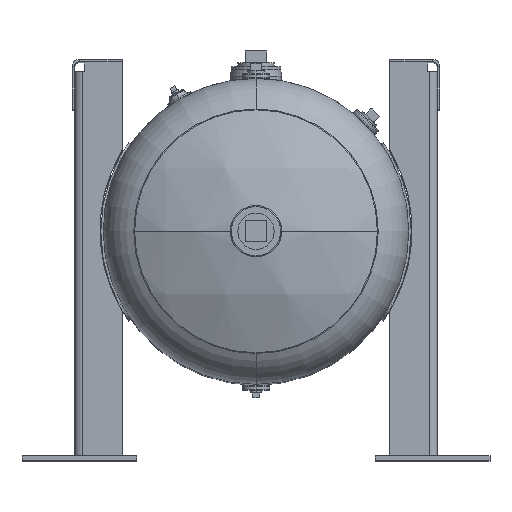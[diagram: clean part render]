
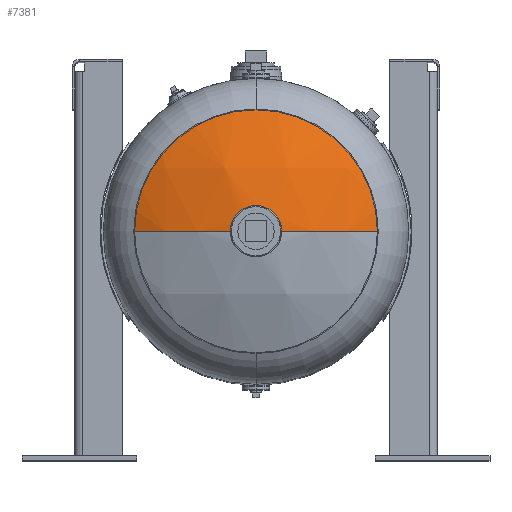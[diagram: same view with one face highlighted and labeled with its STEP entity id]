
A CAD part, top view. The second image highlights one B-rep face of the part: STEP entity #7381.
In plain terms, the highlighted spherical face has radius 365.76 mm.
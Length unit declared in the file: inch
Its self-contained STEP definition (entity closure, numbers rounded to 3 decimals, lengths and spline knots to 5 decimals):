
#218 = DIRECTION ( 'NONE',  ( 0., 1., 0. ) ) ;
#619 = VERTEX_POINT ( 'NONE', #34495 ) ;
#2119 = CIRCLE ( 'NONE', #22107, 14.4 ) ;
#2720 = CARTESIAN_POINT ( 'NONE',  ( 0., 0., 18.93693 ) ) ;
#3581 = DIRECTION ( 'NONE',  ( 0., 1., 0. ) ) ;
#3633 = FACE_OUTER_BOUND ( 'NONE', #13449, .T. ) ;
#4022 = CIRCLE ( 'NONE', #17106, 6.4 ) ;
#5272 = CIRCLE ( 'NONE', #14445, 1.34625 ) ;
#6305 = CARTESIAN_POINT ( 'NONE',  ( 0., 0., 4.6 ) ) ;
#6856 = AXIS2_PLACEMENT_3D ( 'NONE', #30960, #19733, #11858 ) ;
#7381 = ADVANCED_FACE ( 'NONE', ( #3633 ), #14180, .T. ) ;
#7921 = VERTEX_POINT ( 'NONE', #20110 ) ;
#10223 = VERTEX_POINT ( 'NONE', #26205 ) ;
#11858 = DIRECTION ( 'NONE',  ( 0., 1., 0. ) ) ;
#12393 = ORIENTED_EDGE ( 'NONE', *, *, #14759, .T. ) ;
#13061 = CARTESIAN_POINT ( 'NONE',  ( -1.34625, 0., 18.93693 ) ) ;
#13155 = EDGE_CURVE ( 'NONE', #7921, #34359, #5272, .T. ) ;
#13449 = EDGE_LOOP ( 'NONE', ( #14883, #18849, #12393, #16136, #16532 ) ) ;
#13613 = CARTESIAN_POINT ( 'NONE',  ( 0., 0., 4.6 ) ) ;
#14180 = SPHERICAL_SURFACE ( 'NONE', #22197, 14.4 ) ;
#14319 = EDGE_CURVE ( 'NONE', #29446, #10223, #21715, .T. ) ;
#14445 = AXIS2_PLACEMENT_3D ( 'NONE', #2720, #27533, #218 ) ;
#14759 = EDGE_CURVE ( 'NONE', #7921, #10223, #30739, .T. ) ;
#14883 = ORIENTED_EDGE ( 'NONE', *, *, #26571, .F. ) ;
#16136 = ORIENTED_EDGE ( 'NONE', *, *, #14319, .F. ) ;
#16532 = ORIENTED_EDGE ( 'NONE', *, *, #29393, .F. ) ;
#16657 = DIRECTION ( 'NONE',  ( 0., 0., -1. ) ) ;
#16854 = DIRECTION ( 'NONE',  ( 1., 0., 0. ) ) ;
#17106 = AXIS2_PLACEMENT_3D ( 'NONE', #27697, #16657, #27167 ) ;
#18849 = ORIENTED_EDGE ( 'NONE', *, *, #13155, .F. ) ;
#19294 = CARTESIAN_POINT ( 'NONE',  ( 0., 0., 4.6 ) ) ;
#19733 = DIRECTION ( 'NONE',  ( 0., 0., -1. ) ) ;
#20058 = DIRECTION ( 'NONE',  ( 0., -1., 0. ) ) ;
#20110 = CARTESIAN_POINT ( 'NONE',  ( 1.34625, 0., 18.93693 ) ) ;
#21715 = CIRCLE ( 'NONE', #6856, 6.4 ) ;
#22107 = AXIS2_PLACEMENT_3D ( 'NONE', #13613, #29307, #24161 ) ;
#22197 = AXIS2_PLACEMENT_3D ( 'NONE', #6305, #20058, #16854 ) ;
#24161 = DIRECTION ( 'NONE',  ( 1., 0., 0. ) ) ;
#24493 = CARTESIAN_POINT ( 'NONE',  ( 0., 6.4, 17.49961 ) ) ;
#25080 = AXIS2_PLACEMENT_3D ( 'NONE', #19294, #3581, #27668 ) ;
#26205 = CARTESIAN_POINT ( 'NONE',  ( 6.4, 0., 17.49961 ) ) ;
#26571 = EDGE_CURVE ( 'NONE', #34359, #619, #2119, .T. ) ;
#27167 = DIRECTION ( 'NONE',  ( 0., 1., 0. ) ) ;
#27533 = DIRECTION ( 'NONE',  ( 0., 0., 1. ) ) ;
#27668 = DIRECTION ( 'NONE',  ( 0., 0., 1. ) ) ;
#27697 = CARTESIAN_POINT ( 'NONE',  ( 0., 0., 17.49961 ) ) ;
#29307 = DIRECTION ( 'NONE',  ( 0., -1., 0. ) ) ;
#29393 = EDGE_CURVE ( 'NONE', #619, #29446, #4022, .T. ) ;
#29446 = VERTEX_POINT ( 'NONE', #24493 ) ;
#30739 = CIRCLE ( 'NONE', #25080, 14.4 ) ;
#30960 = CARTESIAN_POINT ( 'NONE',  ( 0., 0., 17.49961 ) ) ;
#34359 = VERTEX_POINT ( 'NONE', #13061 ) ;
#34495 = CARTESIAN_POINT ( 'NONE',  ( -6.4, 0., 17.49961 ) ) ;
